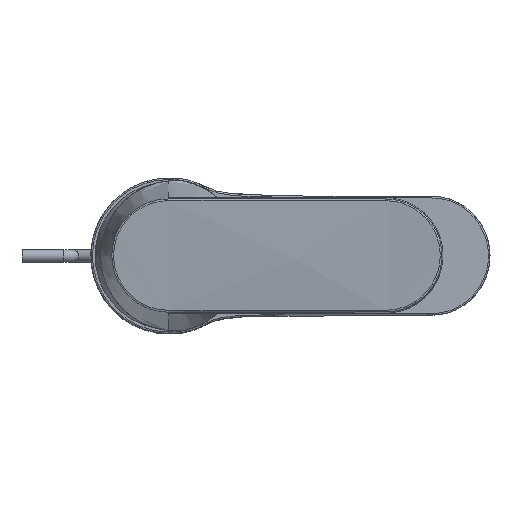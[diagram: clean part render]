
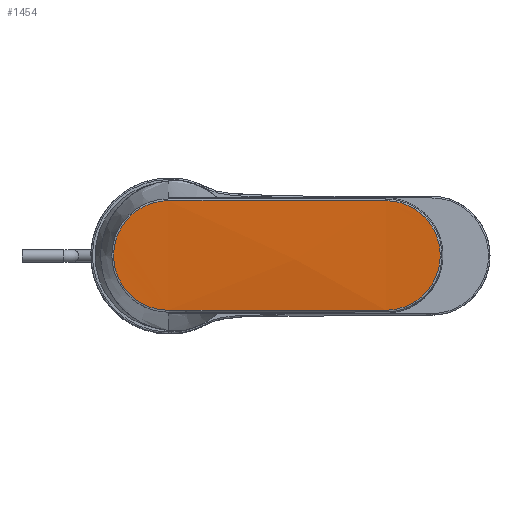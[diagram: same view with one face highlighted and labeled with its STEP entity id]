
A CAD part, top view. The second image highlights one B-rep face of the part: STEP entity #1454.
In plain terms, the highlighted free-form (B-spline) face has degree [3, 3] with [5, 5] control points.
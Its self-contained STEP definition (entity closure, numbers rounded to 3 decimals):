
#455=ORIENTED_EDGE('',*,*,#734,.T.);
#456=ORIENTED_EDGE('',*,*,#733,.T.);
#457=ORIENTED_EDGE('',*,*,#736,.T.);
#458=ORIENTED_EDGE('',*,*,#735,.T.);
#733=EDGE_CURVE('',#901,#902,#1083,.F.);
#734=EDGE_CURVE('',#903,#901,#1084,.F.);
#735=EDGE_CURVE('',#904,#903,#1085,.F.);
#736=EDGE_CURVE('',#902,#904,#1086,.F.);
#901=VERTEX_POINT('',#7384);
#902=VERTEX_POINT('',#7385);
#903=VERTEX_POINT('',#7399);
#904=VERTEX_POINT('',#7413);
#1083=B_SPLINE_CURVE_WITH_KNOTS('',3,(#7371,#7372,#7373,#7374,#7375,#7376,
#7377,#7378,#7379,#7380,#7381,#7382,#7383),.UNSPECIFIED.,.F.,.F.,(4,1,1,
1,1,1,1,1,1,1,4),(0.,0.063,0.125,
0.25,0.375,0.5,0.625,
0.75,0.875,0.938,1.),.UNSPECIFIED.);
#1084=B_SPLINE_CURVE_WITH_KNOTS('',3,(#7386,#7387,#7388,#7389,#7390,#7391,
#7392,#7393,#7394,#7395,#7396,#7397,#7398),.UNSPECIFIED.,.F.,.F.,(4,1,1,
1,1,1,1,1,1,1,4),(0.,0.063,0.125,
0.25,0.375,0.5,0.625,
0.75,0.875,0.937,1.),
 .UNSPECIFIED.);
#1085=B_SPLINE_CURVE_WITH_KNOTS('',3,(#7400,#7401,#7402,#7403,#7404,#7405,
#7406,#7407,#7408,#7409,#7410,#7411,#7412),.UNSPECIFIED.,.F.,.F.,(4,1,1,
1,1,1,1,1,1,1,4),(0.,0.063,0.125,0.25,0.375,0.5,0.625,0.75,0.875,0.938,
1.),.UNSPECIFIED.);
#1086=B_SPLINE_CURVE_WITH_KNOTS('',3,(#7414,#7415,#7416,#7417,#7418,#7419,
#7420,#7421,#7422,#7423,#7424,#7425,#7426,#7427),.UNSPECIFIED.,.F.,.F.,
(4,1,1,1,1,1,1,1,1,1,1,4),(0.,0.031,0.063,
0.125,0.25,0.375,0.5,
0.625,0.75,0.875,0.938,
1.),.UNSPECIFIED.);
#1219=EDGE_LOOP('',(#455,#456,#457,#458));
#1326=FACE_BOUND('',#1219,.T.);
#1370=B_SPLINE_SURFACE_WITH_KNOTS('',3,3,((#7428,#7429,#7430,#7431,#7432),
(#7433,#7434,#7435,#7436,#7437),(#7438,#7439,#7440,#7441,#7442),(#7443,
#7444,#7445,#7446,#7447),(#7448,#7449,#7450,#7451,#7452)),.UNSPECIFIED.,
 .F.,.F.,.F.,(4,1,4),(4,1,4),(0.088,0.454,0.911),
(0.085,0.445,0.894),.UNSPECIFIED.);
#1454=ADVANCED_FACE('',(#1326),#1370,.T.);
#7371=CARTESIAN_POINT('',(69.83,-17.6,146.325));
#7372=CARTESIAN_POINT('',(68.388,-17.608,146.155));
#7373=CARTESIAN_POINT('',(65.42,-17.594,145.804));
#7374=CARTESIAN_POINT('',(59.432,-17.598,145.088));
#7375=CARTESIAN_POINT('',(51.908,-17.594,144.174));
#7376=CARTESIAN_POINT('',(43.16,-17.595,143.102));
#7377=CARTESIAN_POINT('',(34.666,-17.595,142.059));
#7378=CARTESIAN_POINT('',(26.232,-17.596,141.021));
#7379=CARTESIAN_POINT('',(17.64,-17.596,139.957));
#7380=CARTESIAN_POINT('',(10.242,-17.603,139.031));
#7381=CARTESIAN_POINT('',(4.249,-17.598,138.273));
#7382=CARTESIAN_POINT('',(1.236,-17.618,137.888));
#7383=CARTESIAN_POINT('',(-0.231,-17.604,137.701));
#7384=CARTESIAN_POINT('',(-0.231,-17.604,137.701));
#7385=CARTESIAN_POINT('',(69.83,-17.6,146.325));
#7386=CARTESIAN_POINT('',(-0.231,-17.604,137.701));
#7387=CARTESIAN_POINT('',(-1.5,-17.592,137.539));
#7388=CARTESIAN_POINT('',(-3.964,-17.326,137.235));
#7389=CARTESIAN_POINT('',(-8.523,-15.778,136.701));
#7390=CARTESIAN_POINT('',(-13.192,-12.356,136.168));
#7391=CARTESIAN_POINT('',(-16.744,-6.735,135.725));
#7392=CARTESIAN_POINT('',(-18.052,-0.245,135.537));
#7393=CARTESIAN_POINT('',(-16.912,6.344,135.698));
#7394=CARTESIAN_POINT('',(-13.393,12.161,136.143));
#7395=CARTESIAN_POINT('',(-8.693,15.699,136.681));
#7396=CARTESIAN_POINT('',(-4.059,17.308,137.224));
#7397=CARTESIAN_POINT('',(-1.54,17.595,137.534));
#7398=CARTESIAN_POINT('',(-0.233,17.606,137.701));
#7399=CARTESIAN_POINT('',(-0.233,17.606,137.701));
#7400=CARTESIAN_POINT('',(-0.233,17.606,137.701));
#7401=CARTESIAN_POINT('',(1.301,17.619,137.897));
#7402=CARTESIAN_POINT('',(4.484,17.598,138.303));
#7403=CARTESIAN_POINT('',(10.93,17.605,139.117));
#7404=CARTESIAN_POINT('',(19.076,17.596,140.136));
#7405=CARTESIAN_POINT('',(28.583,17.597,141.311));
#7406=CARTESIAN_POINT('',(37.565,17.596,142.415));
#7407=CARTESIAN_POINT('',(45.84,17.597,143.431));
#7408=CARTESIAN_POINT('',(53.461,17.597,144.363));
#7409=CARTESIAN_POINT('',(59.678,17.602,145.116));
#7410=CARTESIAN_POINT('',(65.131,17.595,145.77));
#7411=CARTESIAN_POINT('',(68.2,17.608,146.133));
#7412=CARTESIAN_POINT('',(69.832,17.598,146.325));
#7413=CARTESIAN_POINT('',(69.832,17.598,146.325));
#7414=CARTESIAN_POINT('',(69.832,17.598,146.325));
#7415=CARTESIAN_POINT('',(70.504,17.594,146.405));
#7416=CARTESIAN_POINT('',(71.826,17.541,146.562));
#7417=CARTESIAN_POINT('',(74.349,17.101,146.877));
#7418=CARTESIAN_POINT('',(78.447,15.693,147.406));
#7419=CARTESIAN_POINT('',(83.244,12.06,148.035));
#7420=CARTESIAN_POINT('',(86.83,5.942,148.441));
#7421=CARTESIAN_POINT('',(87.79,-1.032,148.53));
#7422=CARTESIAN_POINT('',(86.075,-7.676,148.368));
#7423=CARTESIAN_POINT('',(82.222,-13.021,147.905));
#7424=CARTESIAN_POINT('',(77.65,-16.041,147.302));
#7425=CARTESIAN_POINT('',(73.352,-17.374,146.749));
#7426=CARTESIAN_POINT('',(71.037,-17.594,146.467));
#7427=CARTESIAN_POINT('',(69.83,-17.6,146.325));
#7428=CARTESIAN_POINT('',(88.071,-17.87,148.396));
#7429=CARTESIAN_POINT('',(72.283,-17.87,146.659));
#7430=CARTESIAN_POINT('',(36.832,-17.87,142.306));
#7431=CARTESIAN_POINT('',(1.38,-17.87,137.953));
#7432=CARTESIAN_POINT('',(-18.285,-17.87,135.339));
#7433=CARTESIAN_POINT('',(88.07,-11.254,148.494));
#7434=CARTESIAN_POINT('',(72.283,-11.254,147.058));
#7435=CARTESIAN_POINT('',(36.832,-11.254,142.806));
#7436=CARTESIAN_POINT('',(1.38,-11.254,138.353));
#7437=CARTESIAN_POINT('',(-18.285,-11.254,135.441));
#7438=CARTESIAN_POINT('',(88.071,-0.018,148.591));
#7439=CARTESIAN_POINT('',(72.283,-0.018,147.676));
#7440=CARTESIAN_POINT('',(36.832,-0.018,143.523));
#7441=CARTESIAN_POINT('',(1.38,-0.018,138.971));
#7442=CARTESIAN_POINT('',(-18.285,-0.018,135.543));
#7443=CARTESIAN_POINT('',(88.07,11.219,148.494));
#7444=CARTESIAN_POINT('',(72.283,11.219,147.06));
#7445=CARTESIAN_POINT('',(36.832,11.219,142.808));
#7446=CARTESIAN_POINT('',(1.38,11.219,138.355));
#7447=CARTESIAN_POINT('',(-18.285,11.219,135.441));
#7448=CARTESIAN_POINT('',(88.071,17.818,148.396));
#7449=CARTESIAN_POINT('',(72.283,17.817,146.662));
#7450=CARTESIAN_POINT('',(36.832,17.818,142.31));
#7451=CARTESIAN_POINT('',(1.38,17.817,137.956));
#7452=CARTESIAN_POINT('',(-18.285,17.818,135.34));
